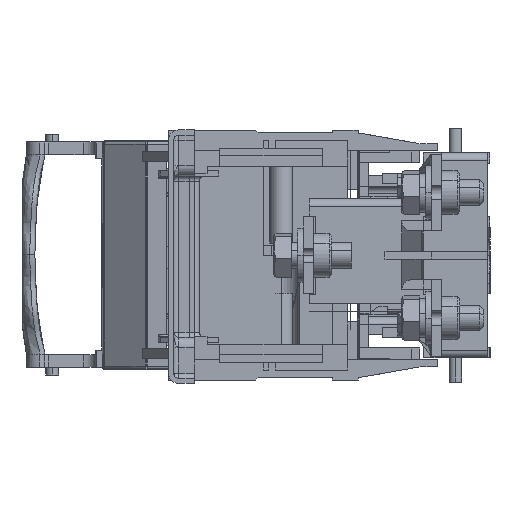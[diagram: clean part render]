
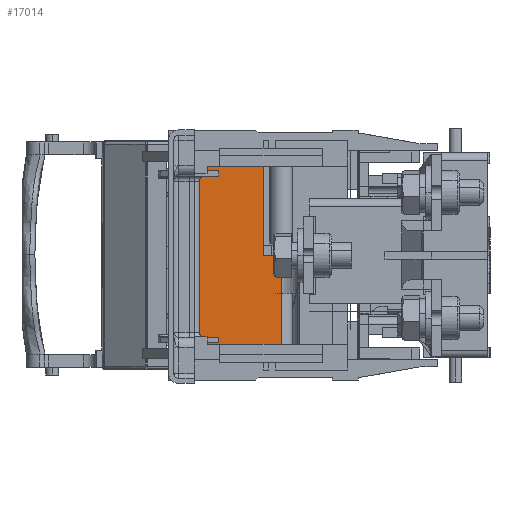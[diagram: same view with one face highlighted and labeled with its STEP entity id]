
A CAD part, left-side view. The second image highlights one B-rep face of the part: STEP entity #17014.
In plain terms, the highlighted planar face has unit normal (-1, 0, 0).
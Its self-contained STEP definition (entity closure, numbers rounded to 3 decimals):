
#3376 = VECTOR ( 'NONE', #63779, 1000. ) ;
#3637 = EDGE_CURVE ( 'NONE', #9266, #80758, #27349, .T. ) ;
#4679 = EDGE_LOOP ( 'NONE', ( #12483, #72547, #21604, #64133, #50551, #53679, #48174, #65588, #13038, #86661, #82208, #71333, #56752, #57055 ) ) ;
#4759 = FACE_OUTER_BOUND ( 'NONE', #4679, .T. ) ;
#5308 = VECTOR ( 'NONE', #30503, 1000. ) ;
#5834 = VECTOR ( 'NONE', #23747, 1000. ) ;
#6491 = CARTESIAN_POINT ( 'NONE',  ( 44.152, 87.5, -4.8 ) ) ;
#6852 = VECTOR ( 'NONE', #26340, 1000. ) ;
#7066 = LINE ( 'NONE', #29115, #86869 ) ;
#7549 = LINE ( 'NONE', #48100, #9967 ) ;
#7701 = CARTESIAN_POINT ( 'NONE',  ( 44.152, 124.436, -0.8 ) ) ;
#7792 = VECTOR ( 'NONE', #56134, 1000. ) ;
#9266 = VERTEX_POINT ( 'NONE', #6491 ) ;
#9967 = VECTOR ( 'NONE', #32909, 1000. ) ;
#10207 = LINE ( 'NONE', #61893, #66942 ) ;
#11521 = CARTESIAN_POINT ( 'NONE',  ( 44.152, 91.8, -5.8 ) ) ;
#12483 = ORIENTED_EDGE ( 'NONE', *, *, #22941, .F. ) ;
#13038 = ORIENTED_EDGE ( 'NONE', *, *, #44178, .F. ) ;
#13491 = PLANE ( 'NONE',  #37846 ) ;
#14071 = VECTOR ( 'NONE', #75529, 1000. ) ;
#14818 = CARTESIAN_POINT ( 'NONE',  ( 44.152, 87.5, 81.2 ) ) ;
#17014 = ADVANCED_FACE ( 'NONE', ( #4759 ), #13491, .T. ) ;
#19654 = VECTOR ( 'NONE', #78394, 1000. ) ;
#20867 = VECTOR ( 'NONE', #39329, 1000. ) ;
#21494 = EDGE_CURVE ( 'NONE', #28935, #74386, #35291, .T. ) ;
#21604 = ORIENTED_EDGE ( 'NONE', *, *, #75625, .F. ) ;
#22583 = DIRECTION ( 'NONE',  ( 0., -1., 0. ) ) ;
#22788 = CARTESIAN_POINT ( 'NONE',  ( 44.152, 87.5, 40. ) ) ;
#22941 = EDGE_CURVE ( 'NONE', #74386, #76915, #66858, .T. ) ;
#23431 = DIRECTION ( 'NONE',  ( 0., 0., 1. ) ) ;
#23747 = DIRECTION ( 'NONE',  ( 0., 1., 0. ) ) ;
#23871 = LINE ( 'NONE', #25304, #3376 ) ;
#24315 = CARTESIAN_POINT ( 'NONE',  ( 44.152, 87.5, 81.2 ) ) ;
#25304 = CARTESIAN_POINT ( 'NONE',  ( 44.152, 54.5, -0.8 ) ) ;
#26340 = DIRECTION ( 'NONE',  ( 0., 0., 1. ) ) ;
#27349 = LINE ( 'NONE', #41528, #6852 ) ;
#27587 = CARTESIAN_POINT ( 'NONE',  ( 44.152, 124.5, 81.2 ) ) ;
#28324 = LINE ( 'NONE', #63530, #7792 ) ;
#28722 = CARTESIAN_POINT ( 'NONE',  ( 44.152, 80.5, -4.8 ) ) ;
#28935 = VERTEX_POINT ( 'NONE', #49677 ) ;
#29115 = CARTESIAN_POINT ( 'NONE',  ( 44.152, 54.5, -4.8 ) ) ;
#30503 = DIRECTION ( 'NONE',  ( 0., -1., 0. ) ) ;
#31305 = VECTOR ( 'NONE', #62172, 1000. ) ;
#31462 = EDGE_CURVE ( 'NONE', #86050, #91477, #55143, .T. ) ;
#31869 = VERTEX_POINT ( 'NONE', #49040 ) ;
#32909 = DIRECTION ( 'NONE',  ( 0., 0., -1. ) ) ;
#35291 = LINE ( 'NONE', #24315, #19654 ) ;
#36744 = DIRECTION ( 'NONE',  ( 0., -1., 0. ) ) ;
#37846 = AXIS2_PLACEMENT_3D ( 'NONE', #51987, #83100, #36744 ) ;
#38173 = VECTOR ( 'NONE', #22583, 1000. ) ;
#39329 = DIRECTION ( 'NONE',  ( 0., -1., 0. ) ) ;
#41528 = CARTESIAN_POINT ( 'NONE',  ( 44.152, 87.5, -8.802 ) ) ;
#41833 = CARTESIAN_POINT ( 'NONE',  ( 44.152, 87.5, -0.8 ) ) ;
#43677 = VERTEX_POINT ( 'NONE', #71179 ) ;
#44178 = EDGE_CURVE ( 'NONE', #90882, #86050, #46830, .T. ) ;
#44526 = CARTESIAN_POINT ( 'NONE',  ( 44.152, 94.55, -5.8 ) ) ;
#44713 = CARTESIAN_POINT ( 'NONE',  ( 44.152, 94.55, -4.3 ) ) ;
#46830 = LINE ( 'NONE', #78499, #5834 ) ;
#48100 = CARTESIAN_POINT ( 'NONE',  ( 44.152, 124.5, 81.2 ) ) ;
#48174 = ORIENTED_EDGE ( 'NONE', *, *, #56961, .F. ) ;
#48639 = CARTESIAN_POINT ( 'NONE',  ( 44.152, 80.5, 40. ) ) ;
#49040 = CARTESIAN_POINT ( 'NONE',  ( 44.152, 91.8, -0.8 ) ) ;
#49228 = VERTEX_POINT ( 'NONE', #27587 ) ;
#49677 = CARTESIAN_POINT ( 'NONE',  ( 44.152, 87.5, 81.2 ) ) ;
#50551 = ORIENTED_EDGE ( 'NONE', *, *, #59762, .T. ) ;
#51987 = CARTESIAN_POINT ( 'NONE',  ( 44.152, 54.5, -8.802 ) ) ;
#52280 = VERTEX_POINT ( 'NONE', #100160 ) ;
#52307 = EDGE_CURVE ( 'NONE', #58968, #76915, #10207, .T. ) ;
#53679 = ORIENTED_EDGE ( 'NONE', *, *, #82411, .F. ) ;
#54322 = CARTESIAN_POINT ( 'NONE',  ( 44.152, 87.5, 40. ) ) ;
#55143 = LINE ( 'NONE', #44713, #14071 ) ;
#56134 = DIRECTION ( 'NONE',  ( 0., 1., 0. ) ) ;
#56752 = ORIENTED_EDGE ( 'NONE', *, *, #88828, .T. ) ;
#56961 = EDGE_CURVE ( 'NONE', #91477, #91675, #23871, .T. ) ;
#57055 = ORIENTED_EDGE ( 'NONE', *, *, #52307, .T. ) ;
#58724 = EDGE_CURVE ( 'NONE', #80758, #31869, #28324, .T. ) ;
#58968 = VERTEX_POINT ( 'NONE', #28722 ) ;
#59762 = EDGE_CURVE ( 'NONE', #52280, #43677, #61913, .T. ) ;
#60072 = CARTESIAN_POINT ( 'NONE',  ( 44.152, 91.8, -4.3 ) ) ;
#61893 = CARTESIAN_POINT ( 'NONE',  ( 44.152, 80.5, -8.802 ) ) ;
#61913 = LINE ( 'NONE', #93498, #20867 ) ;
#62172 = DIRECTION ( 'NONE',  ( 0., 0., -1. ) ) ;
#63530 = CARTESIAN_POINT ( 'NONE',  ( 44.152, 54.5, -0.8 ) ) ;
#63779 = DIRECTION ( 'NONE',  ( 0., 1., 0. ) ) ;
#64133 = ORIENTED_EDGE ( 'NONE', *, *, #100089, .T. ) ;
#65588 = ORIENTED_EDGE ( 'NONE', *, *, #31462, .F. ) ;
#66858 = LINE ( 'NONE', #22788, #5308 ) ;
#66942 = VECTOR ( 'NONE', #23431, 1000. ) ;
#67952 = DIRECTION ( 'NONE',  ( 0., -1., 0. ) ) ;
#71179 = CARTESIAN_POINT ( 'NONE',  ( 44.152, 124.436, -4.8 ) ) ;
#71333 = ORIENTED_EDGE ( 'NONE', *, *, #3637, .F. ) ;
#72489 = LINE ( 'NONE', #85220, #31305 ) ;
#72547 = ORIENTED_EDGE ( 'NONE', *, *, #21494, .F. ) ;
#74305 = CARTESIAN_POINT ( 'NONE',  ( 44.152, 94.55, -0.8 ) ) ;
#74386 = VERTEX_POINT ( 'NONE', #54322 ) ;
#75529 = DIRECTION ( 'NONE',  ( 0., 0., 1. ) ) ;
#75625 = EDGE_CURVE ( 'NONE', #49228, #28935, #79365, .T. ) ;
#76915 = VERTEX_POINT ( 'NONE', #48639 ) ;
#78394 = DIRECTION ( 'NONE',  ( 0., 0., -1. ) ) ;
#78499 = CARTESIAN_POINT ( 'NONE',  ( 44.152, 54.5, -5.8 ) ) ;
#79365 = LINE ( 'NONE', #14818, #38173 ) ;
#79495 = LINE ( 'NONE', #60072, #95238 ) ;
#80758 = VERTEX_POINT ( 'NONE', #41833 ) ;
#82208 = ORIENTED_EDGE ( 'NONE', *, *, #58724, .F. ) ;
#82411 = EDGE_CURVE ( 'NONE', #91675, #43677, #72489, .T. ) ;
#83100 = DIRECTION ( 'NONE',  ( -1., 0., 0. ) ) ;
#85220 = CARTESIAN_POINT ( 'NONE',  ( 44.152, 124.436, -7.8 ) ) ;
#86050 = VERTEX_POINT ( 'NONE', #44526 ) ;
#86661 = ORIENTED_EDGE ( 'NONE', *, *, #89438, .T. ) ;
#86869 = VECTOR ( 'NONE', #67952, 1000. ) ;
#88828 = EDGE_CURVE ( 'NONE', #9266, #58968, #7066, .T. ) ;
#89438 = EDGE_CURVE ( 'NONE', #90882, #31869, #79495, .T. ) ;
#90882 = VERTEX_POINT ( 'NONE', #11521 ) ;
#91207 = DIRECTION ( 'NONE',  ( 0., 0., 1. ) ) ;
#91477 = VERTEX_POINT ( 'NONE', #74305 ) ;
#91675 = VERTEX_POINT ( 'NONE', #7701 ) ;
#93498 = CARTESIAN_POINT ( 'NONE',  ( 44.152, 87.5, -4.8 ) ) ;
#95238 = VECTOR ( 'NONE', #91207, 1000. ) ;
#100089 = EDGE_CURVE ( 'NONE', #49228, #52280, #7549, .T. ) ;
#100160 = CARTESIAN_POINT ( 'NONE',  ( 44.152, 124.5, -4.8 ) ) ;
